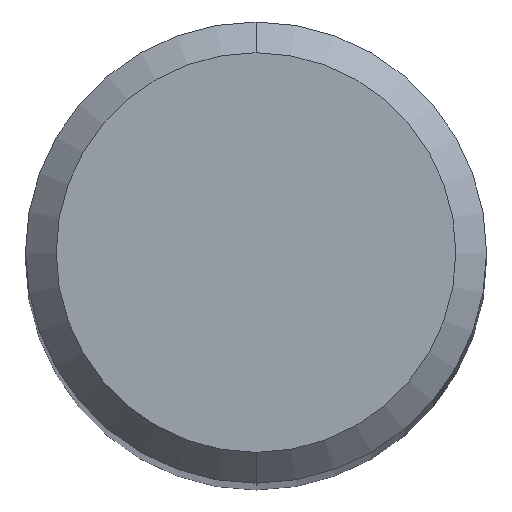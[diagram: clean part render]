
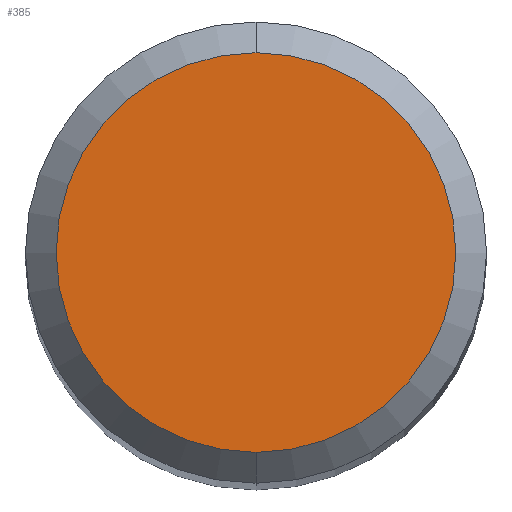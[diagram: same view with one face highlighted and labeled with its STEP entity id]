
A CAD part, top view. The second image highlights one B-rep face of the part: STEP entity #385.
In plain terms, the highlighted planar face has unit normal (0, 0, 1).
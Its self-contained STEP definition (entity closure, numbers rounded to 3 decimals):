
#197=EDGE_CURVE('',#313,#299,#506,.T.);
#299=VERTEX_POINT('',#618);
#313=VERTEX_POINT('',#633);
#385=ADVANCED_FACE('',(#715),#716,.T.);
#419=EDGE_CURVE('',#299,#313,#754,.T.);
#506=CIRCLE('',#842,2.6);
#618=CARTESIAN_POINT('',(0.,-2.6,0.0));
#633=CARTESIAN_POINT('',(0.0,2.6,0.0));
#715=FACE_OUTER_BOUND('',#1176,.T.);
#716=PLANE('',#1177);
#754=CIRCLE('',#1247,2.6);
#842=AXIS2_PLACEMENT_3D('',#1467,#1468,#1469);
#1176=EDGE_LOOP('',(#1732,#1733));
#1177=AXIS2_PLACEMENT_3D('',#1734,#1735,#1736);
#1247=AXIS2_PLACEMENT_3D('',#1776,#1777,#1778);
#1467=CARTESIAN_POINT('',(0.0,0.0,0.0));
#1468=DIRECTION('',(0.0,0.0,-1.0));
#1469=DIRECTION('',(0.0,1.0,0.0));
#1732=ORIENTED_EDGE('',*,*,#197,.F.);
#1733=ORIENTED_EDGE('',*,*,#419,.F.);
#1734=CARTESIAN_POINT('',(0.0,1.3,0.0));
#1735=DIRECTION('',(-0.0,0.0,1.0));
#1736=DIRECTION('',(0.0,-1.0,0.0));
#1776=CARTESIAN_POINT('',(0.0,0.0,0.0));
#1777=DIRECTION('',(0.0,0.0,-1.0));
#1778=DIRECTION('',(0.0,1.0,0.0));
